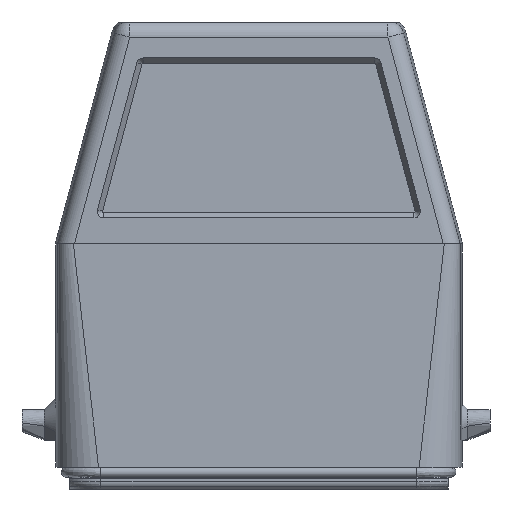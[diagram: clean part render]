
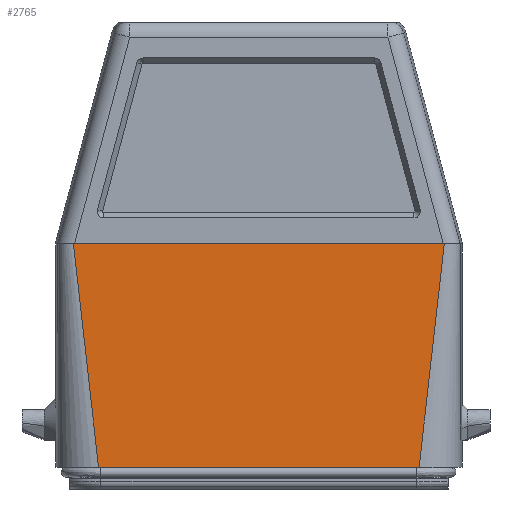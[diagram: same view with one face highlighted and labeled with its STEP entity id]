
A CAD part, front view. The second image highlights one B-rep face of the part: STEP entity #2765.
In plain terms, the highlighted planar face has unit normal (0, -1, 0).
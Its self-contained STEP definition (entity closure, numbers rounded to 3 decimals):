
#2765=ADVANCED_FACE('',(#3300),#3023,.F.);
#3023=PLANE('',#9079);
#3300=FACE_OUTER_BOUND('',#3662,.T.);
#3662=EDGE_LOOP('',(#5185,#5186,#5187,#5188));
#5185=ORIENTED_EDGE('',*,*,#7037,.F.);
#5186=ORIENTED_EDGE('',*,*,#7035,.F.);
#5187=ORIENTED_EDGE('',*,*,#7009,.F.);
#5188=ORIENTED_EDGE('',*,*,#7038,.F.);
#6227=VERTEX_POINT('',#13763);
#6228=VERTEX_POINT('',#13764);
#6239=VERTEX_POINT('',#13894);
#6240=VERTEX_POINT('',#13903);
#7009=EDGE_CURVE('',#6227,#6228,#7677,.T.);
#7035=EDGE_CURVE('',#6228,#6239,#7693,.T.);
#7037=EDGE_CURVE('',#6239,#6240,#7694,.T.);
#7038=EDGE_CURVE('',#6240,#6227,#7695,.T.);
#7677=LINE('',#13762,#8241);
#7693=LINE('',#13893,#8257);
#7694=LINE('',#13902,#8258);
#7695=LINE('',#13904,#8259);
#8241=VECTOR('',#10245,1.);
#8257=VECTOR('',#10291,1.);
#8258=VECTOR('',#10294,1.);
#8259=VECTOR('',#10295,1.);
#9079=AXIS2_PLACEMENT_3D('',#13905,#10296,#10297);
#10245=DIRECTION('',(1.,0.,0.));
#10291=DIRECTION('',(-0.112,0.,-0.994));
#10294=DIRECTION('',(-1.,0.,0.));
#10295=DIRECTION('',(-0.112,0.,0.994));
#10296=DIRECTION('',(0.,1.,0.));
#10297=DIRECTION('',(0.,0.,1.));
#13762=CARTESIAN_POINT('',(-28.561,-15.25,21.));
#13763=CARTESIAN_POINT('',(-28.561,-15.25,21.));
#13764=CARTESIAN_POINT('',(29.451,-15.25,21.));
#13893=CARTESIAN_POINT('',(29.451,-15.25,21.));
#13894=CARTESIAN_POINT('',(25.514,-15.25,-14.));
#13902=CARTESIAN_POINT('',(25.514,-15.25,-14.));
#13903=CARTESIAN_POINT('',(-24.624,-15.25,-14.));
#13904=CARTESIAN_POINT('',(-24.624,-15.25,-14.));
#13905=CARTESIAN_POINT('',(-29.691,-15.25,-14.875));
